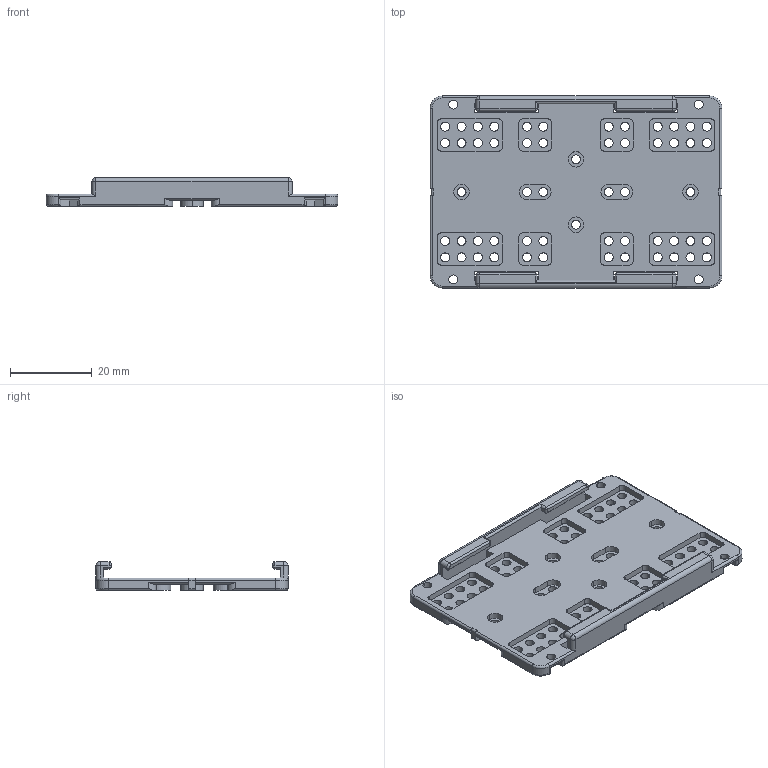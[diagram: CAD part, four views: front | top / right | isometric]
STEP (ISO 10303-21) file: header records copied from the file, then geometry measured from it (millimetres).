
FILE_DESCRIPTION((''),'2;1');
FILE_NAME('PRT_BIO2_LP-CASE_5_BASE','2010-12-08T',('yunever'),(''),'PRO/ENGINEER BY PARAMETRIC TECHNOLOGY CORPORATION, 2009060','PRO/ENGINEER BY PARAMETRIC TECHNOLOGY CORPORATION, 2009060','');
FILE_SCHEMA(('CONFIG_CONTROL_DESIGN'));
Length unit declared in the file: millimetre
Products named in the file (1): PRT_BIO2_LP-CASE_5_BASE
Bounding box: 71.4 x 47 x 7 mm (x, y, z)
Volume: 6733.4 mm3; surface area: 9718.4 mm2
Topology: 1 solids, 1 shells, 478 faces, 1306 edges, 844 vertices
Faces by surface type: cylinder 268, plane 190, torus 12, sphere 8
Entity records: 15665 total; most frequent: CARTESIAN_POINT 2937, DIRECTION 2690, ORIENTED_EDGE 2612, EDGE_CURVE 1306, AXIS2_PLACEMENT_3D 962, VERTEX_POINT 844, VECTOR 766, LINE 766
